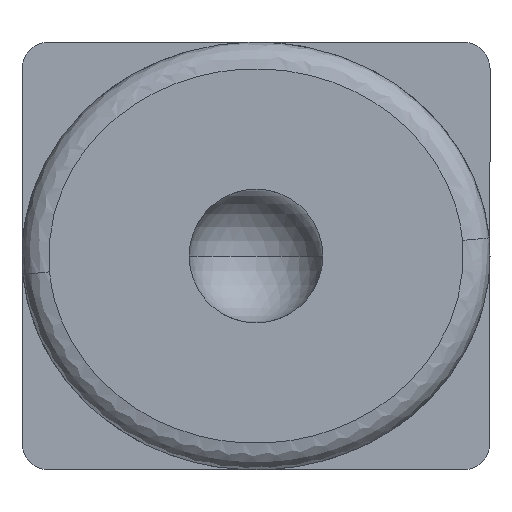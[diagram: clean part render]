
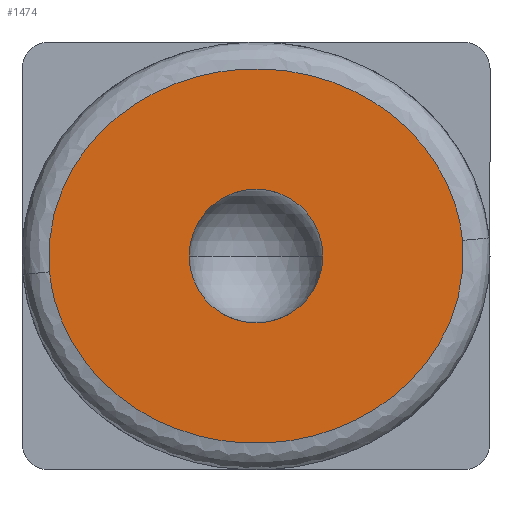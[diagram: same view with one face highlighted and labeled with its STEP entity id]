
A CAD part, left-side view. The second image highlights one B-rep face of the part: STEP entity #1474.
In plain terms, the highlighted planar face has unit normal (-1, 0, 0).
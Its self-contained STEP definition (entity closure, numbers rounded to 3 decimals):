
#4 = CARTESIAN_POINT ( 'NONE',  ( -1.6, 0.176, -0.318 ) ) ;
#17 = CARTESIAN_POINT ( 'NONE',  ( -1.6, 1.441, -0.486 ) ) ;
#54 = VERTEX_POINT ( 'NONE', #531 ) ;
#67 = CARTESIAN_POINT ( 'NONE',  ( -1.6, 1.125, 0.685 ) ) ;
#116 = CARTESIAN_POINT ( 'NONE',  ( -1.6, 0.367, -0.537 ) ) ;
#133 = CARTESIAN_POINT ( 'NONE',  ( -1.6, 1.125, 0. ) ) ;
#141 = B_SPLINE_CURVE_WITH_KNOTS ( 'NONE', 3,
 ( #315, #782, #1439, #753, #1099, #330, #67, #867, #185, #763, #1211, #1318 ),
 .UNSPECIFIED., .F., .F.,
 ( 4, 2, 2, 2, 2, 4 ),
 ( 0.002, 0.003, 0.003, 0.003, 0.004, 0.005 ),
 .UNSPECIFIED. ) ;
#173 = B_SPLINE_CURVE_WITH_KNOTS ( 'NONE', 3,
 ( #237, #472, #1370, #4, #353, #116, #583, #932, #704, #1152, #460, #17, #809, #911, #232, #454 ),
 .UNSPECIFIED., .F., .F.,
 ( 4, 2, 2, 2, 2, 2, 2, 4 ),
 ( 0.005, 0.005, 0.005, 0.005, 0.006, 0.006, 0.007, 0.007 ),
 .UNSPECIFIED. ) ;
#185 = CARTESIAN_POINT ( 'NONE',  ( -1.6, 0.542, 0.657 ) ) ;
#193 = AXIS2_PLACEMENT_3D ( 'NONE', #1310, #1204, #871 ) ;
#205 = CARTESIAN_POINT ( 'NONE',  ( -1.6, 0.875, 0. ) ) ;
#232 = CARTESIAN_POINT ( 'NONE',  ( -1.6, 1.638, -0.156 ) ) ;
#237 = CARTESIAN_POINT ( 'NONE',  ( -1.6, 0.103, 0.058 ) ) ;
#272 = CIRCLE ( 'NONE', #1416, 0.25 ) ;
#291 = PLANE ( 'NONE',  #193 ) ;
#312 = FACE_OUTER_BOUND ( 'NONE', #1351, .T. ) ;
#315 = CARTESIAN_POINT ( 'NONE',  ( -1.6, 1.647, -0.059 ) ) ;
#326 = VERTEX_POINT ( 'NONE', #703 ) ;
#330 = CARTESIAN_POINT ( 'NONE',  ( -1.6, 1.315, 0.605 ) ) ;
#353 = CARTESIAN_POINT ( 'NONE',  ( -1.6, 0.231, -0.4 ) ) ;
#363 = EDGE_CURVE ( 'NONE', #54, #1480, #173, .T. ) ;
#420 = DIRECTION ( 'NONE',  ( 0., 0., -1. ) ) ;
#439 = ORIENTED_EDGE ( 'NONE', *, *, #905, .F. ) ;
#454 = CARTESIAN_POINT ( 'NONE',  ( -1.6, 1.647, -0.059 ) ) ;
#460 = CARTESIAN_POINT ( 'NONE',  ( -1.6, 1.206, -0.659 ) ) ;
#472 = CARTESIAN_POINT ( 'NONE',  ( -1.6, 0.094, -0.039 ) ) ;
#531 = CARTESIAN_POINT ( 'NONE',  ( -1.6, 0.103, 0.058 ) ) ;
#572 = EDGE_CURVE ( 'NONE', #1480, #54, #141, .T. ) ;
#583 = CARTESIAN_POINT ( 'NONE',  ( -1.6, 0.449, -0.591 ) ) ;
#628 = ORIENTED_EDGE ( 'NONE', *, *, #977, .F. ) ;
#639 = FACE_BOUND ( 'NONE', #1236, .T. ) ;
#703 = CARTESIAN_POINT ( 'NONE',  ( -1.6, 0.625, 0. ) ) ;
#704 = CARTESIAN_POINT ( 'NONE',  ( -1.6, 0.721, -0.692 ) ) ;
#714 = ORIENTED_EDGE ( 'NONE', *, *, #572, .F. ) ;
#753 = CARTESIAN_POINT ( 'NONE',  ( -1.6, 1.574, 0.317 ) ) ;
#763 = CARTESIAN_POINT ( 'NONE',  ( -1.6, 0.232, 0.43 ) ) ;
#782 = CARTESIAN_POINT ( 'NONE',  ( -1.6, 1.656, 0.037 ) ) ;
#809 = CARTESIAN_POINT ( 'NONE',  ( -1.6, 1.507, -0.415 ) ) ;
#867 = CARTESIAN_POINT ( 'NONE',  ( -1.6, 0.74, 0.711 ) ) ;
#868 = AXIS2_PLACEMENT_3D ( 'NONE', #1356, #1475, #1230 ) ;
#871 = DIRECTION ( 'NONE',  ( 0., 0., -1. ) ) ;
#905 = EDGE_CURVE ( 'NONE', #326, #1337, #272, .T. ) ;
#911 = CARTESIAN_POINT ( 'NONE',  ( -1.6, 1.607, -0.249 ) ) ;
#932 = CARTESIAN_POINT ( 'NONE',  ( -1.6, 0.626, -0.669 ) ) ;
#977 = EDGE_CURVE ( 'NONE', #1337, #326, #1090, .T. ) ;
#1000 = DIRECTION ( 'NONE',  ( -1., 0., 0. ) ) ;
#1043 = ORIENTED_EDGE ( 'NONE', *, *, #363, .F. ) ;
#1090 = CIRCLE ( 'NONE', #868, 0.25 ) ;
#1099 = CARTESIAN_POINT ( 'NONE',  ( -1.6, 1.519, 0.399 ) ) ;
#1152 = CARTESIAN_POINT ( 'NONE',  ( -1.6, 1.012, -0.711 ) ) ;
#1204 = DIRECTION ( 'NONE',  ( -1., 0., 0. ) ) ;
#1211 = CARTESIAN_POINT ( 'NONE',  ( -1.6, 0.121, 0.253 ) ) ;
#1230 = DIRECTION ( 'NONE',  ( 0., 0., -1. ) ) ;
#1236 = EDGE_LOOP ( 'NONE', ( #439, #628 ) ) ;
#1310 = CARTESIAN_POINT ( 'NONE',  ( -1.6, 0.875, 0. ) ) ;
#1318 = CARTESIAN_POINT ( 'NONE',  ( -1.6, 0.103, 0.058 ) ) ;
#1337 = VERTEX_POINT ( 'NONE', #133 ) ;
#1351 = EDGE_LOOP ( 'NONE', ( #1043, #714 ) ) ;
#1356 = CARTESIAN_POINT ( 'NONE',  ( -1.6, 0.875, 0. ) ) ;
#1370 = CARTESIAN_POINT ( 'NONE',  ( -1.6, 0.108, -0.138 ) ) ;
#1416 = AXIS2_PLACEMENT_3D ( 'NONE', #205, #1000, #420 ) ;
#1429 = CARTESIAN_POINT ( 'NONE',  ( -1.6, 1.647, -0.059 ) ) ;
#1439 = CARTESIAN_POINT ( 'NONE',  ( -1.6, 1.643, 0.135 ) ) ;
#1474 = ADVANCED_FACE ( 'NONE', ( #639, #312 ), #291, .T. ) ;
#1475 = DIRECTION ( 'NONE',  ( -1., 0., 0. ) ) ;
#1480 = VERTEX_POINT ( 'NONE', #1429 ) ;
